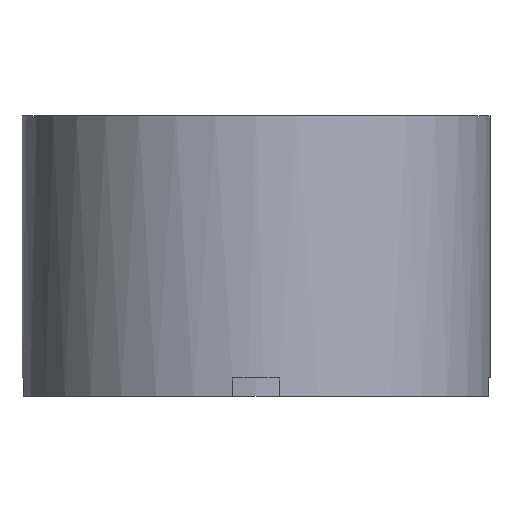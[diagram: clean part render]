
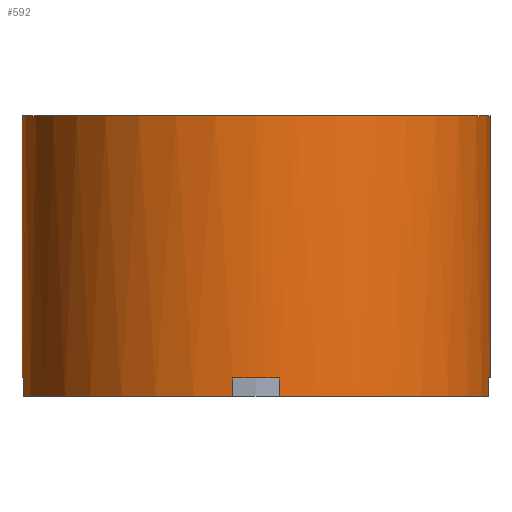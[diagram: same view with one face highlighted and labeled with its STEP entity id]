
A CAD part, front view. The second image highlights one B-rep face of the part: STEP entity #592.
In plain terms, the highlighted cylindrical face has radius 31.75 mm (diameter 63.5 mm), a partial arc.
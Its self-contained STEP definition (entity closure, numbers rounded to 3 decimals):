
#32=CARTESIAN_POINT('',(0.,0.,0.));
#33=DIRECTION('',(0.,0.,1.));
#34=DIRECTION('',(-0.995,-0.1,0.));
#35=AXIS2_PLACEMENT_3D('',#32,#33,#34);
#50=CARTESIAN_POINT('',(0.,0.,0.));
#51=DIRECTION('',(0.,0.,1.));
#52=DIRECTION('',(0.1,-0.995,0.));
#53=AXIS2_PLACEMENT_3D('',#50,#51,#52);
#78=DIRECTION('',(0.,0.,1.));
#79=VECTOR('',#78,35.6);
#80=CARTESIAN_POINT('',(31.75,0.,2.5));
#81=LINE('',#80,#79);
#167=CARTESIAN_POINT('',(0.,0.,2.5));
#168=DIRECTION('',(0.,0.,1.));
#169=DIRECTION('',(0.995,-0.1,0.));
#170=AXIS2_PLACEMENT_3D('',#167,#168,#169);
#172=DIRECTION('',(0.,0.,1.));
#173=VECTOR('',#172,2.5);
#174=CARTESIAN_POINT('',(31.591,-3.175,0.));
#175=LINE('',#174,#173);
#176=DIRECTION('',(0.,0.,1.));
#177=VECTOR('',#176,2.5);
#178=CARTESIAN_POINT('',(3.175,-31.591,0.));
#179=LINE('',#178,#177);
#180=CARTESIAN_POINT('',(0.,0.,2.5));
#181=DIRECTION('',(0.,0.,1.));
#182=DIRECTION('',(-0.1,-0.995,0.));
#183=AXIS2_PLACEMENT_3D('',#180,#181,#182);
#185=DIRECTION('',(0.,0.,1.));
#186=VECTOR('',#185,2.5);
#187=CARTESIAN_POINT('',(-3.175,-31.591,0.));
#188=LINE('',#187,#186);
#189=DIRECTION('',(0.,0.,1.));
#190=VECTOR('',#189,2.5);
#191=CARTESIAN_POINT('',(-31.591,-3.175,0.));
#192=LINE('',#191,#190);
#193=CARTESIAN_POINT('',(0.,0.,2.5));
#194=DIRECTION('',(0.,0.,1.));
#195=DIRECTION('',(-1.,0.,0.));
#196=AXIS2_PLACEMENT_3D('',#193,#194,#195);
#198=DIRECTION('',(0.,0.,1.));
#199=VECTOR('',#198,35.6);
#200=CARTESIAN_POINT('',(-31.75,0.,2.5));
#201=LINE('',#200,#199);
#242=CARTESIAN_POINT('',(0.,0.,38.1));
#243=DIRECTION('',(0.,0.,1.));
#244=DIRECTION('',(-1.,0.,0.));
#245=AXIS2_PLACEMENT_3D('',#242,#243,#244);
#265=CARTESIAN_POINT('',(31.75,0.,38.1));
#266=CARTESIAN_POINT('',(-31.75,0.,38.1));
#267=VERTEX_POINT('',#265);
#268=VERTEX_POINT('',#266);
#294=CARTESIAN_POINT('',(-31.591,-3.175,0.));
#296=VERTEX_POINT('',#294);
#298=CARTESIAN_POINT('',(-31.75,0.,2.5));
#300=VERTEX_POINT('',#298);
#301=CARTESIAN_POINT('',(-31.591,-3.175,2.5));
#302=VERTEX_POINT('',#301);
#309=CARTESIAN_POINT('',(-3.175,-31.591,0.));
#311=VERTEX_POINT('',#309);
#314=CARTESIAN_POINT('',(3.175,-31.591,0.));
#316=VERTEX_POINT('',#314);
#317=CARTESIAN_POINT('',(-3.175,-31.591,2.5));
#318=CARTESIAN_POINT('',(3.175,-31.591,2.5));
#319=VERTEX_POINT('',#317);
#320=VERTEX_POINT('',#318);
#325=CARTESIAN_POINT('',(31.591,-3.175,0.));
#327=VERTEX_POINT('',#325);
#333=CARTESIAN_POINT('',(31.75,0.,2.5));
#335=VERTEX_POINT('',#333);
#337=CARTESIAN_POINT('',(31.591,-3.175,2.5));
#338=VERTEX_POINT('',#337);
#567=CARTESIAN_POINT('',(0.,0.,0.));
#568=DIRECTION('',(0.,0.,1.));
#569=DIRECTION('',(1.,0.,0.));
#570=AXIS2_PLACEMENT_3D('',#567,#568,#569);
#571=CYLINDRICAL_SURFACE('',#570,31.75);
#572=ORIENTED_EDGE('',*,*,#467,.F.);
#574=ORIENTED_EDGE('',*,*,#573,.F.);
#575=ORIENTED_EDGE('',*,*,#388,.F.);
#577=ORIENTED_EDGE('',*,*,#576,.T.);
#579=ORIENTED_EDGE('',*,*,#578,.F.);
#581=ORIENTED_EDGE('',*,*,#580,.F.);
#582=ORIENTED_EDGE('',*,*,#372,.F.);
#584=ORIENTED_EDGE('',*,*,#583,.T.);
#585=ORIENTED_EDGE('',*,*,#556,.F.);
#586=ORIENTED_EDGE('',*,*,#435,.T.);
#588=ORIENTED_EDGE('',*,*,#587,.T.);
#589=ORIENTED_EDGE('',*,*,#431,.F.);
#590=EDGE_LOOP('',(#572,#574,#575,#577,#579,#581,#582,#584,#585,#586,#588,
#589));
#591=FACE_OUTER_BOUND('',#590,.F.);
#592=ADVANCED_FACE('',(#591),#571,.T.);
#36=CIRCLE('',#35,31.75);
#54=CIRCLE('',#53,31.75);
#171=CIRCLE('',#170,31.75);
#184=CIRCLE('',#183,31.75);
#197=CIRCLE('',#196,31.75);
#246=CIRCLE('',#245,31.75);
#372=EDGE_CURVE('',#296,#311,#36,.T.);
#388=EDGE_CURVE('',#316,#327,#54,.T.);
#431=EDGE_CURVE('',#335,#267,#81,.T.);
#435=EDGE_CURVE('',#300,#268,#201,.T.);
#467=EDGE_CURVE('',#338,#335,#171,.T.);
#556=EDGE_CURVE('',#300,#302,#197,.T.);
#573=EDGE_CURVE('',#327,#338,#175,.T.);
#576=EDGE_CURVE('',#316,#320,#179,.T.);
#578=EDGE_CURVE('',#319,#320,#184,.T.);
#580=EDGE_CURVE('',#311,#319,#188,.T.);
#583=EDGE_CURVE('',#296,#302,#192,.T.);
#587=EDGE_CURVE('',#268,#267,#246,.T.);
